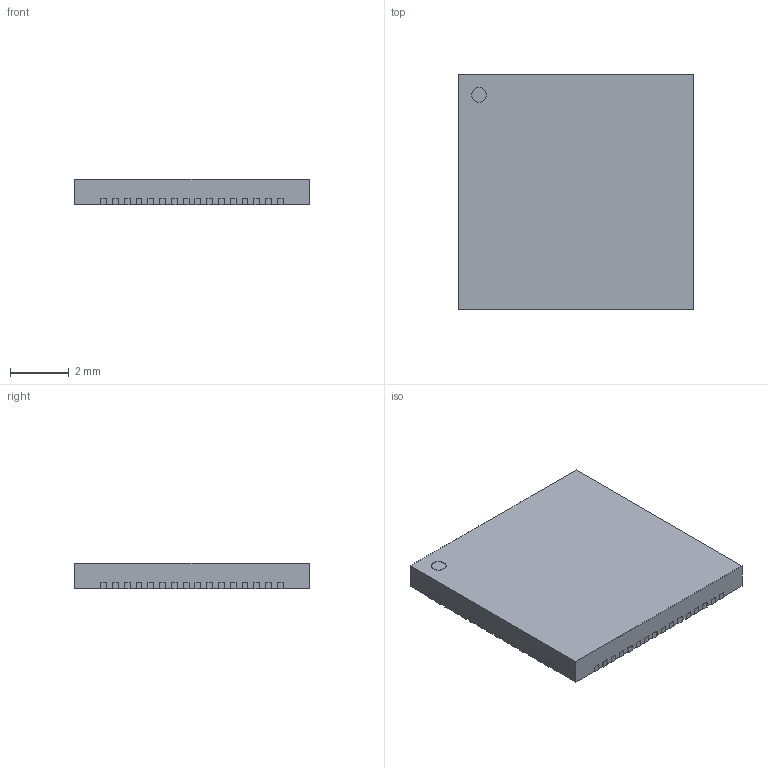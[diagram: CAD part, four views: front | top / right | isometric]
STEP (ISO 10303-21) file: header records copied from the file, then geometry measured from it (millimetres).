
FILE_DESCRIPTION(/* description */ ('model of QFN-64-1EP_8x8mm_P0.4mm_EP6.5x6.5mm'),/* implementation_level */ '2;1');
FILE_NAME(/* name */ 'QFN-64-1EP_8x8mm_P0.4mm_EP6.5x6.5mm.step',/* time_stamp */ '2019-02-11T20:44:41',/* author */ ('kicad StepUp','ksu'),/* organization */ ('FreeCAD'),/* preprocessor_version */ 'OCC',/* originating_system */ 'kicad StepUp',/* authorisation */ '');
FILE_SCHEMA(('AUTOMOTIVE_DESIGN { 1 0 10303 214 1 1 1 1 }'));
Length unit declared in the file: millimetre
Products named in the file (1): QFN_64_1EP_8x8mm_P04mm_EP65x65mm
Bounding box: 8 x 8 x 0.87 mm (x, y, z)
Volume: 55.1 mm3; surface area: 156.9 mm2
Topology: 1 solids, 1 shells, 398 faces, 1182 edges, 788 vertices
Faces by surface type: plane 333, cylinder 65
Full cylindrical faces by diameter (mm): 0.5 x1
Entity records: 14208 total; most frequent: CARTESIAN_POINT 2327, PCURVE 2236, ORIENTED_EDGE 2038, EDGE_CURVE 1182, SURFACE_CURVE 1117, LINE 1104, VERTEX_POINT 788, AXIS2_PLACEMENT_3D 528
